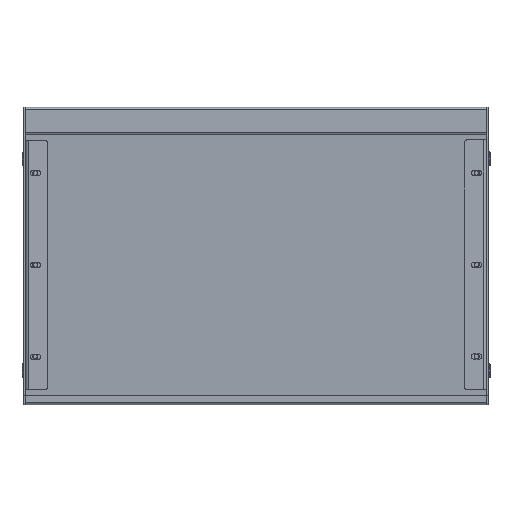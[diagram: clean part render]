
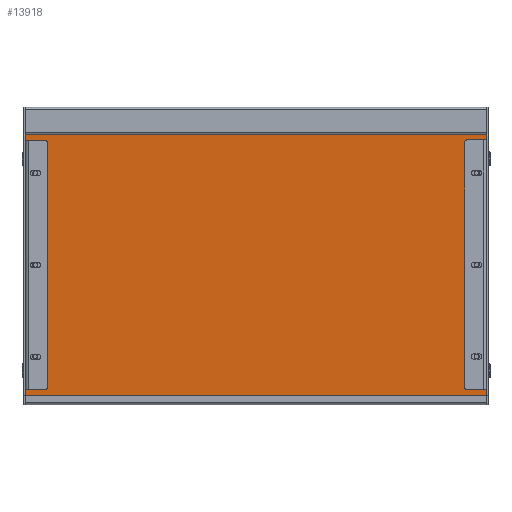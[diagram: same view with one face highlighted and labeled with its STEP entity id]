
A CAD part, front view. The second image highlights one B-rep face of the part: STEP entity #13918.
In plain terms, the highlighted planar face has unit normal (0, -0.998, -0.059).
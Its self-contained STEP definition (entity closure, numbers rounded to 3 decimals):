
#996 = ORIENTED_EDGE ( 'NONE', *, *, #2894, .F. ) ;
#1207 = VERTEX_POINT ( 'NONE', #6840 ) ;
#1249 = ORIENTED_EDGE ( 'NONE', *, *, #5786, .F. ) ;
#1310 = LINE ( 'NONE', #3378, #9715 ) ;
#1490 = CARTESIAN_POINT ( 'NONE',  ( -251.5, 18.186, -3.006 ) ) ;
#1592 = ORIENTED_EDGE ( 'NONE', *, *, #4764, .F. ) ;
#1915 = PLANE ( 'NONE',  #5037 ) ;
#2422 = DIRECTION ( 'NONE',  ( 1., 0., 0. ) ) ;
#2819 = ORIENTED_EDGE ( 'NONE', *, *, #12282, .F. ) ;
#2894 = EDGE_CURVE ( 'NONE', #6388, #7471, #1310, .T. ) ;
#3240 = LINE ( 'NONE', #6448, #7115 ) ;
#3378 = CARTESIAN_POINT ( 'NONE',  ( 251.5, 37.139, -323.914 ) ) ;
#4048 = DIRECTION ( 'NONE',  ( 0., -0.998, -0.059 ) ) ;
#4163 = VECTOR ( 'NONE', #9055, 1000. ) ;
#4764 = EDGE_CURVE ( 'NONE', #7471, #8707, #3240, .T. ) ;
#4785 = VECTOR ( 'NONE', #2422, 1000. ) ;
#5037 = AXIS2_PLACEMENT_3D ( 'NONE', #8288, #4048, #11778 ) ;
#5741 = DIRECTION ( 'NONE',  ( 0., 0.059, -0.998 ) ) ;
#5786 = EDGE_CURVE ( 'NONE', #8707, #1207, #7769, .T. ) ;
#5991 = LINE ( 'NONE', #1490, #4785 ) ;
#6388 = VERTEX_POINT ( 'NONE', #6663 ) ;
#6448 = CARTESIAN_POINT ( 'NONE',  ( 251.5, 36.951, -320.72 ) ) ;
#6663 = CARTESIAN_POINT ( 'NONE',  ( 251.5, 18.186, -3.006 ) ) ;
#6840 = CARTESIAN_POINT ( 'NONE',  ( -251.5, 18.186, -3.006 ) ) ;
#7115 = VECTOR ( 'NONE', #12034, 1000. ) ;
#7471 = VERTEX_POINT ( 'NONE', #8926 ) ;
#7769 = LINE ( 'NONE', #12126, #4163 ) ;
#8288 = CARTESIAN_POINT ( 'NONE',  ( 0., 17.941, 1.148 ) ) ;
#8707 = VERTEX_POINT ( 'NONE', #10805 ) ;
#8926 = CARTESIAN_POINT ( 'NONE',  ( 251.5, 36.951, -320.72 ) ) ;
#9055 = DIRECTION ( 'NONE',  ( 0., -0.059, 0.998 ) ) ;
#9715 = VECTOR ( 'NONE', #5741, 1000. ) ;
#10805 = CARTESIAN_POINT ( 'NONE',  ( -251.5, 36.951, -320.72 ) ) ;
#11778 = DIRECTION ( 'NONE',  ( 0., 0.059, -0.998 ) ) ;
#12034 = DIRECTION ( 'NONE',  ( -1., 0., 0. ) ) ;
#12126 = CARTESIAN_POINT ( 'NONE',  ( -251.5, 18.097, -1.5 ) ) ;
#12282 = EDGE_CURVE ( 'NONE', #1207, #6388, #5991, .T. ) ;
#13806 = EDGE_LOOP ( 'NONE', ( #1249, #1592, #996, #2819 ) ) ;
#13909 = FACE_OUTER_BOUND ( 'NONE', #13806, .T. ) ;
#13918 = ADVANCED_FACE ( 'NONE', ( #13909 ), #1915, .T. ) ;
